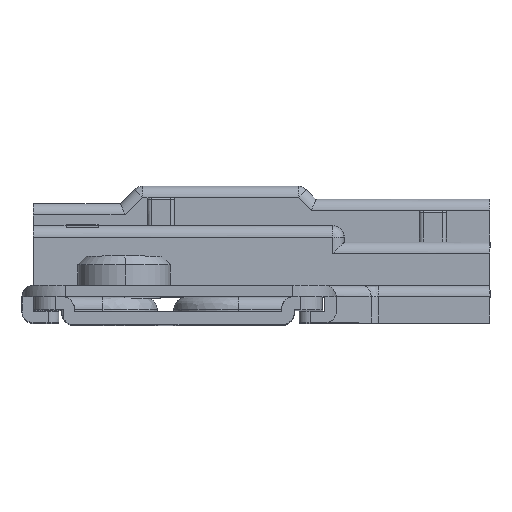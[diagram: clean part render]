
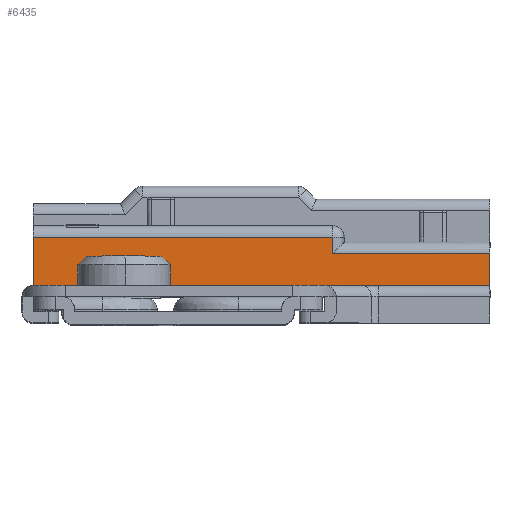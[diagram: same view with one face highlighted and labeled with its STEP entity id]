
A CAD part, top view. The second image highlights one B-rep face of the part: STEP entity #6435.
In plain terms, the highlighted planar face has unit normal (0, 0, 1).
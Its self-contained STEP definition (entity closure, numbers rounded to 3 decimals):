
#130 = CARTESIAN_POINT ( 'NONE',  ( 0., 4.45, 8.5 ) ) ;
#171 = CARTESIAN_POINT ( 'NONE',  ( 27.53, 4.45, 8.5 ) ) ;
#731 = CARTESIAN_POINT ( 'NONE',  ( 27.53, 2.95, 8.5 ) ) ;
#1141 = FACE_OUTER_BOUND ( 'NONE', #6571, .T. ) ;
#1276 = CARTESIAN_POINT ( 'NONE',  ( 27.53, 3.696, 8.5 ) ) ;
#1952 = DIRECTION ( 'NONE',  ( 0., -1., 0. ) ) ;
#2250 = DIRECTION ( 'NONE',  ( 0., 1., 0. ) ) ;
#2253 = EDGE_CURVE ( 'NONE', #13875, #4439, #4225, .T. ) ;
#2275 = ORIENTED_EDGE ( 'NONE', *, *, #11293, .F. ) ;
#2279 = VECTOR ( 'NONE', #7512, 1000. ) ;
#2504 = CARTESIAN_POINT ( 'NONE',  ( 42., 2.95, 8.5 ) ) ;
#3203 = DIRECTION ( 'NONE',  ( -1., 0., 0. ) ) ;
#3505 = VERTEX_POINT ( 'NONE', #731 ) ;
#3761 = CARTESIAN_POINT ( 'NONE',  ( 42., 0., 8.5 ) ) ;
#3902 = ORIENTED_EDGE ( 'NONE', *, *, #9456, .F. ) ;
#4074 = VECTOR ( 'NONE', #13408, 1000. ) ;
#4225 = LINE ( 'NONE', #4297, #2279 ) ;
#4297 = CARTESIAN_POINT ( 'NONE',  ( 21., 4.45, 8.5 ) ) ;
#4405 = CARTESIAN_POINT ( 'NONE',  ( 42., 0., 8.5 ) ) ;
#4439 = VERTEX_POINT ( 'NONE', #171 ) ;
#4516 = ORIENTED_EDGE ( 'NONE', *, *, #6614, .T. ) ;
#5219 = VECTOR ( 'NONE', #2250, 1000. ) ;
#5223 = CARTESIAN_POINT ( 'NONE',  ( 42., 2.25, 8.5 ) ) ;
#5323 = VECTOR ( 'NONE', #1952, 1000. ) ;
#5446 = LINE ( 'NONE', #7728, #11378 ) ;
#6124 = AXIS2_PLACEMENT_3D ( 'NONE', #4405, #10765, #3203 ) ;
#6176 = VERTEX_POINT ( 'NONE', #2504 ) ;
#6229 = LINE ( 'NONE', #5223, #5323 ) ;
#6435 = ADVANCED_FACE ( 'NONE', ( #1141 ), #7480, .F. ) ;
#6571 = EDGE_LOOP ( 'NONE', ( #11475, #4516, #10850, #3902, #2275, #9440 ) ) ;
#6614 = EDGE_CURVE ( 'NONE', #3505, #4439, #11183, .T. ) ;
#7392 = EDGE_CURVE ( 'NONE', #6176, #7602, #6229, .T. ) ;
#7480 = PLANE ( 'NONE',  #6124 ) ;
#7512 = DIRECTION ( 'NONE',  ( 1., 0., 0. ) ) ;
#7602 = VERTEX_POINT ( 'NONE', #3761 ) ;
#7646 = VERTEX_POINT ( 'NONE', #10472 ) ;
#7728 = CARTESIAN_POINT ( 'NONE',  ( 21., 2.95, 8.5 ) ) ;
#7833 = DIRECTION ( 'NONE',  ( -1., 0., 0. ) ) ;
#7862 = DIRECTION ( 'NONE',  ( 1., 0., 0. ) ) ;
#8725 = LINE ( 'NONE', #13096, #5219 ) ;
#9368 = EDGE_CURVE ( 'NONE', #3505, #6176, #5446, .T. ) ;
#9440 = ORIENTED_EDGE ( 'NONE', *, *, #7392, .F. ) ;
#9456 = EDGE_CURVE ( 'NONE', #7646, #13875, #8725, .T. ) ;
#10472 = CARTESIAN_POINT ( 'NONE',  ( 0., 0., 8.5 ) ) ;
#10765 = DIRECTION ( 'NONE',  ( 0., 0., -1. ) ) ;
#10841 = LINE ( 'NONE', #13283, #11398 ) ;
#10850 = ORIENTED_EDGE ( 'NONE', *, *, #2253, .F. ) ;
#11183 = LINE ( 'NONE', #1276, #4074 ) ;
#11293 = EDGE_CURVE ( 'NONE', #7602, #7646, #10841, .T. ) ;
#11378 = VECTOR ( 'NONE', #7862, 1000. ) ;
#11398 = VECTOR ( 'NONE', #7833, 1000. ) ;
#11475 = ORIENTED_EDGE ( 'NONE', *, *, #9368, .F. ) ;
#13096 = CARTESIAN_POINT ( 'NONE',  ( 0., 2.225, 8.5 ) ) ;
#13283 = CARTESIAN_POINT ( 'NONE',  ( 21., 0., 8.5 ) ) ;
#13408 = DIRECTION ( 'NONE',  ( 0., 1., 0. ) ) ;
#13875 = VERTEX_POINT ( 'NONE', #130 ) ;
